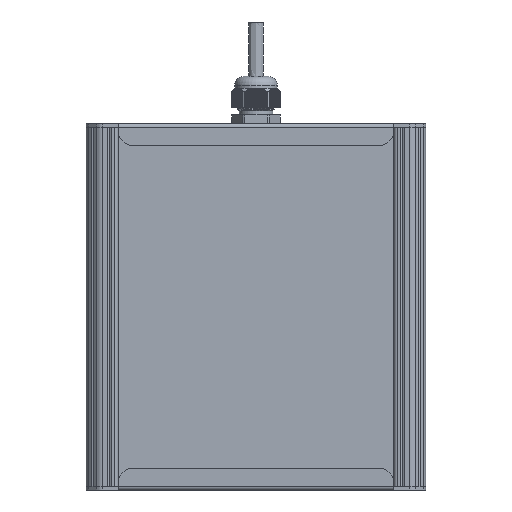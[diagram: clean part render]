
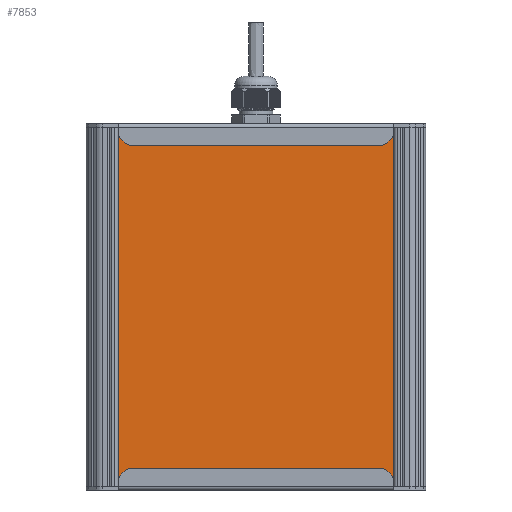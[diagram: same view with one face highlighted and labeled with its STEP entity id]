
A CAD part, front view. The second image highlights one B-rep face of the part: STEP entity #7853.
In plain terms, the highlighted face is planar.
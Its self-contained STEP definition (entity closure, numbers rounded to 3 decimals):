
#7853=ADVANCED_FACE('',(#22552),#22554,.T.);
#22552=FACE_BOUND('',#22553,.T.);
#22553=EDGE_LOOP('',(#51571,#51572,#51573,#51574));
#22554=PLANE('',#22555);
#22555=AXIS2_PLACEMENT_3D('',#22556,#22557,#22558);
#22556=CARTESIAN_POINT('',(2111.497,401.002,-34.582));
#22557=DIRECTION('',(0.,0.,-1.));
#22558=DIRECTION('',(0.,1.,0.));
#51571=ORIENTED_EDGE('',*,*,#58584,.T.);
#51572=ORIENTED_EDGE('',*,*,#58583,.F.);
#51573=ORIENTED_EDGE('',*,*,#58585,.F.);
#51574=ORIENTED_EDGE('',*,*,#58586,.T.);
#58583=EDGE_CURVE('',#64389,#64387,#64391,.T.);
#58584=EDGE_CURVE('',#64392,#64387,#64393,.T.);
#58585=EDGE_CURVE('',#64394,#64389,#64395,.T.);
#58586=EDGE_CURVE('',#64394,#64392,#64396,.T.);
#64387=VERTEX_POINT('',#82479);
#64389=VERTEX_POINT('',#82483);
#64391=LINE('',#82487,#82488);
#64392=VERTEX_POINT('',#82490);
#64393=LINE('',#82491,#82492);
#64394=VERTEX_POINT('',#82494);
#64395=LINE('',#82495,#82496);
#64396=LINE('',#82498,#82499);
#82479=CARTESIAN_POINT('',(2309.497,401.002,-34.582));
#82483=CARTESIAN_POINT('',(2111.497,401.002,-34.582));
#82487=CARTESIAN_POINT('',(2111.497,401.002,-34.582));
#82488=VECTOR('',#82489,1.);
#82489=DIRECTION('',(1.,0.,0.));
#82490=CARTESIAN_POINT('',(2309.497,565.13,-34.582));
#82491=CARTESIAN_POINT('',(2309.497,565.13,-34.582));
#82492=VECTOR('',#82493,1.);
#82493=DIRECTION('',(0.,-1.,0.));
#82494=CARTESIAN_POINT('',(2111.497,565.13,-34.582));
#82495=CARTESIAN_POINT('',(2111.497,565.13,-34.582));
#82496=VECTOR('',#82497,1.);
#82497=DIRECTION('',(0.,-1.,0.));
#82498=CARTESIAN_POINT('',(2111.497,565.13,-34.582));
#82499=VECTOR('',#82500,1.);
#82500=DIRECTION('',(1.,0.,0.));
